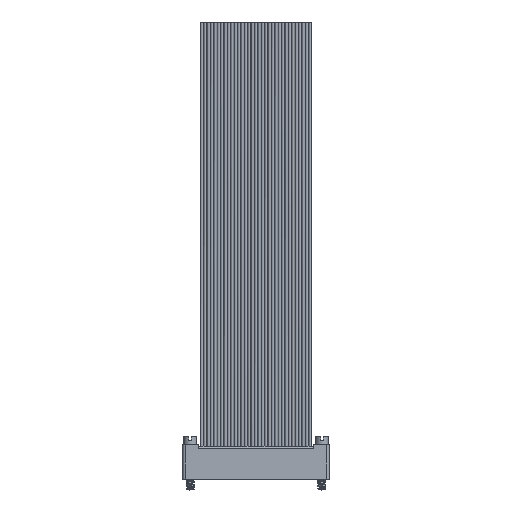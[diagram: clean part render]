
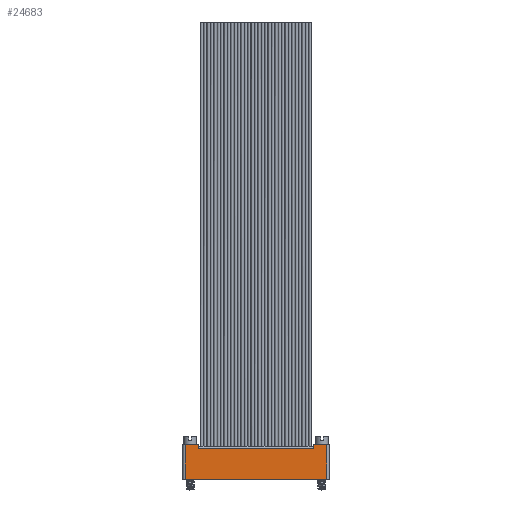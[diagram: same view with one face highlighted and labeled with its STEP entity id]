
A CAD part, top view. The second image highlights one B-rep face of the part: STEP entity #24683.
In plain terms, the highlighted planar face has unit normal (0, 0, 1).
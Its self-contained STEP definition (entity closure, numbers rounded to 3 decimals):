
#240 = LINE ( 'NONE', #25814, #2279 ) ;
#884 = DIRECTION ( 'NONE',  ( 0., 1., 0. ) ) ;
#1154 = LINE ( 'NONE', #6294, #15449 ) ;
#1456 = CARTESIAN_POINT ( 'NONE',  ( -13.305, -6.5, 0. ) ) ;
#1752 = CARTESIAN_POINT ( 'NONE',  ( -13.305, 0., 0. ) ) ;
#2133 = CARTESIAN_POINT ( 'NONE',  ( -13.705, -6.5, 0. ) ) ;
#2279 = VECTOR ( 'NONE', #27665, 1000. ) ;
#2326 = AXIS2_PLACEMENT_3D ( 'NONE', #22853, #27993, #16090 ) ;
#2930 = ORIENTED_EDGE ( 'NONE', *, *, #6440, .T. ) ;
#3388 = VECTOR ( 'NONE', #31845, 1000. ) ;
#3738 = ORIENTED_EDGE ( 'NONE', *, *, #23453, .T. ) ;
#4670 = LINE ( 'NONE', #27278, #29586 ) ;
#5021 = CARTESIAN_POINT ( 'NONE',  ( 13.305, -6.5, 0. ) ) ;
#5553 = CARTESIAN_POINT ( 'NONE',  ( 10.855, -0.8, 0. ) ) ;
#6294 = CARTESIAN_POINT ( 'NONE',  ( 10.855, -0.8, 0. ) ) ;
#6435 = ORIENTED_EDGE ( 'NONE', *, *, #24094, .T. ) ;
#6440 = EDGE_CURVE ( 'NONE', #22476, #27313, #32578, .T. ) ;
#7236 = VERTEX_POINT ( 'NONE', #18494 ) ;
#7559 = ORIENTED_EDGE ( 'NONE', *, *, #9796, .T. ) ;
#8261 = ORIENTED_EDGE ( 'NONE', *, *, #22897, .F. ) ;
#8409 = CARTESIAN_POINT ( 'NONE',  ( -10.855, 0., 0. ) ) ;
#9493 = DIRECTION ( 'NONE',  ( 0., 1., 0. ) ) ;
#9796 = EDGE_CURVE ( 'NONE', #27313, #7236, #4670, .T. ) ;
#10063 = DIRECTION ( 'NONE',  ( -1., 0., 0. ) ) ;
#11530 = LINE ( 'NONE', #1456, #3388 ) ;
#12622 = VERTEX_POINT ( 'NONE', #17061 ) ;
#13298 = FACE_OUTER_BOUND ( 'NONE', #20372, .T. ) ;
#13521 = VERTEX_POINT ( 'NONE', #8409 ) ;
#13736 = VECTOR ( 'NONE', #9493, 1000. ) ;
#14889 = CARTESIAN_POINT ( 'NONE',  ( 13.305, -6.5, 0. ) ) ;
#15422 = CARTESIAN_POINT ( 'NONE',  ( 10.855, -0.8, 0. ) ) ;
#15449 = VECTOR ( 'NONE', #18970, 1000. ) ;
#15671 = ORIENTED_EDGE ( 'NONE', *, *, #28737, .F. ) ;
#16090 = DIRECTION ( 'NONE',  ( 0., 1., 0. ) ) ;
#16450 = DIRECTION ( 'NONE',  ( -1., 0., 0. ) ) ;
#16671 = EDGE_CURVE ( 'NONE', #27038, #13521, #19868, .T. ) ;
#17061 = CARTESIAN_POINT ( 'NONE',  ( -13.305, -6.5, 0. ) ) ;
#17901 = PLANE ( 'NONE',  #2326 ) ;
#18237 = LINE ( 'NONE', #5553, #18348 ) ;
#18348 = VECTOR ( 'NONE', #884, 1000. ) ;
#18494 = CARTESIAN_POINT ( 'NONE',  ( 10.855, 0., 0. ) ) ;
#18970 = DIRECTION ( 'NONE',  ( 1., 0., 0. ) ) ;
#19081 = EDGE_CURVE ( 'NONE', #22476, #12622, #32669, .T. ) ;
#19431 = CARTESIAN_POINT ( 'NONE',  ( -10.855, -0.8, 0. ) ) ;
#19868 = LINE ( 'NONE', #22028, #13736 ) ;
#20372 = EDGE_LOOP ( 'NONE', ( #24525, #2930, #7559, #15671, #8261, #32422, #3738, #6435 ) ) ;
#20744 = VERTEX_POINT ( 'NONE', #15422 ) ;
#22028 = CARTESIAN_POINT ( 'NONE',  ( -10.855, -0.8, 0. ) ) ;
#22476 = VERTEX_POINT ( 'NONE', #14889 ) ;
#22711 = VECTOR ( 'NONE', #10063, 1000. ) ;
#22853 = CARTESIAN_POINT ( 'NONE',  ( -13.705, -6.5, 0. ) ) ;
#22897 = EDGE_CURVE ( 'NONE', #27038, #20744, #1154, .T. ) ;
#22948 = VECTOR ( 'NONE', #31927, 1000. ) ;
#23453 = EDGE_CURVE ( 'NONE', #13521, #28513, #240, .T. ) ;
#24094 = EDGE_CURVE ( 'NONE', #28513, #12622, #11530, .T. ) ;
#24525 = ORIENTED_EDGE ( 'NONE', *, *, #19081, .F. ) ;
#24683 = ADVANCED_FACE ( 'NONE', ( #13298 ), #17901, .F. ) ;
#25814 = CARTESIAN_POINT ( 'NONE',  ( -13.705, 0., 0. ) ) ;
#27038 = VERTEX_POINT ( 'NONE', #19431 ) ;
#27278 = CARTESIAN_POINT ( 'NONE',  ( -13.705, 0., 0. ) ) ;
#27313 = VERTEX_POINT ( 'NONE', #28434 ) ;
#27665 = DIRECTION ( 'NONE',  ( -1., 0., 0. ) ) ;
#27993 = DIRECTION ( 'NONE',  ( 0., 0., -1. ) ) ;
#28434 = CARTESIAN_POINT ( 'NONE',  ( 13.305, 0., 0. ) ) ;
#28513 = VERTEX_POINT ( 'NONE', #1752 ) ;
#28737 = EDGE_CURVE ( 'NONE', #20744, #7236, #18237, .T. ) ;
#29586 = VECTOR ( 'NONE', #16450, 1000. ) ;
#31845 = DIRECTION ( 'NONE',  ( 0., -1., 0. ) ) ;
#31927 = DIRECTION ( 'NONE',  ( 0., 1., 0. ) ) ;
#32422 = ORIENTED_EDGE ( 'NONE', *, *, #16671, .T. ) ;
#32578 = LINE ( 'NONE', #5021, #22948 ) ;
#32669 = LINE ( 'NONE', #2133, #22711 ) ;
